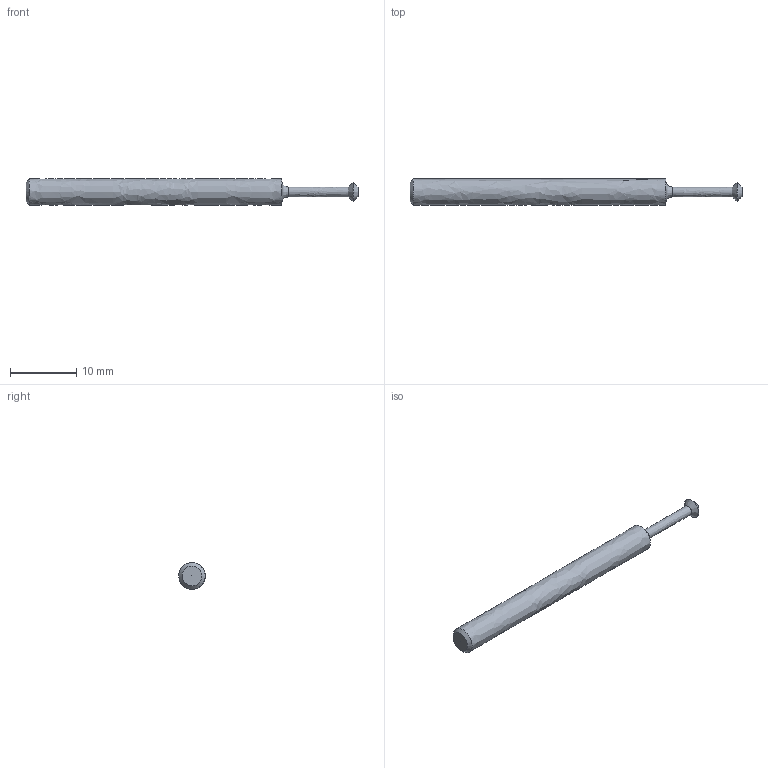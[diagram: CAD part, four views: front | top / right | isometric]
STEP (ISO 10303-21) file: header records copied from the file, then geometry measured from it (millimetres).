
FILE_DESCRIPTION ((), '1');
FILE_NAME ('FBCM 03N3H.STP', '2021-01-06T13:16:55', ('Unknown'), ('M A Ford Europe'), 'OneCNC-XR8 Mill 3D Expert', 'OneCNC-XR8 Mill 3D Expert', '');
FILE_SCHEMA (('CONFIG_CONTROL_DESIGN'));
Length unit declared in the file: millimetre
Bounding box: 50 x 4 x 4 mm (x, y, z)
Surface area: 1071.3 mm2
Topology: 2 solids, 2 shells, 14 faces, 30 edges, 16 vertices
Faces by surface type: bspline 14
Entity records: 713 total; most frequent: CARTESIAN_POINT 466, ORIENTED_EDGE 52, EDGE_CURVE 26, VERTEX_POINT 16, B_SPLINE_CURVE_WITH_KNOTS 14, EDGE_LOOP 14, FACE_OUTER_BOUND 14, ADVANCED_FACE 14
